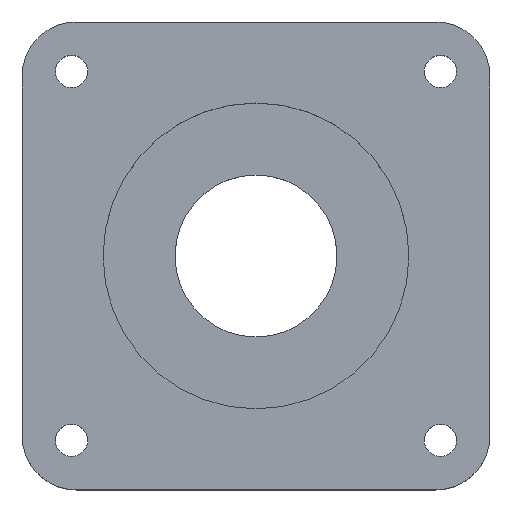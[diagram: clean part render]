
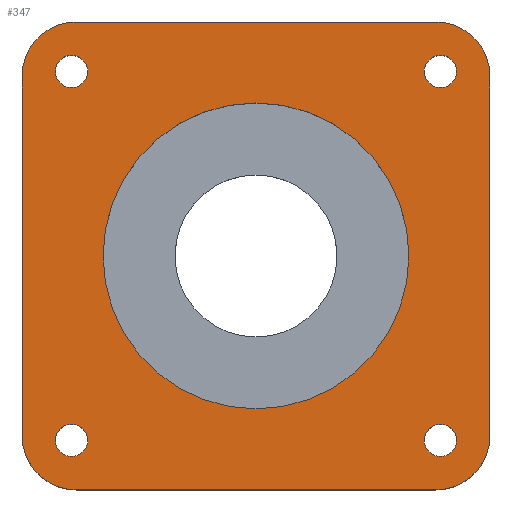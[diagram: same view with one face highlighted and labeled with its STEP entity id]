
A CAD part, top view. The second image highlights one B-rep face of the part: STEP entity #347.
In plain terms, the highlighted planar face has unit normal (0, 0, 1).
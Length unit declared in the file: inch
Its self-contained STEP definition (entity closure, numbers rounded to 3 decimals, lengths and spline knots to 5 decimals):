
#22=FACE_BOUND('',#80,.T.);
#23=FACE_BOUND('',#81,.T.);
#24=FACE_BOUND('',#82,.T.);
#25=FACE_BOUND('',#83,.T.);
#26=FACE_BOUND('',#84,.T.);
#34=PLANE('',#410);
#53=FACE_OUTER_BOUND('',#79,.T.);
#79=EDGE_LOOP('',(#305,#306,#307,#308,#309,#310,#311,#312));
#80=EDGE_LOOP('',(#313));
#81=EDGE_LOOP('',(#314));
#82=EDGE_LOOP('',(#315));
#83=EDGE_LOOP('',(#316));
#84=EDGE_LOOP('',(#317));
#91=LINE('',#549,#114);
#97=LINE('',#577,#120);
#100=LINE('',#585,#123);
#107=LINE('',#611,#130);
#114=VECTOR('',#445,0.3937);
#120=VECTOR('',#473,0.3937);
#123=VECTOR('',#482,0.3937);
#130=VECTOR('',#515,0.3937);
#136=CIRCLE('',#380,0.59055);
#145=CIRCLE('',#392,0.59055);
#146=CIRCLE('',#395,0.59055);
#147=CIRCLE('',#398,0.59055);
#148=CIRCLE('',#400,0.17717);
#149=CIRCLE('',#402,0.17717);
#150=CIRCLE('',#404,0.17717);
#151=CIRCLE('',#406,0.17717);
#152=CIRCLE('',#408,1.67323);
#158=VERTEX_POINT('',#536);
#159=VERTEX_POINT('',#537);
#163=VERTEX_POINT('',#547);
#173=VERTEX_POINT('',#571);
#174=VERTEX_POINT('',#575);
#175=VERTEX_POINT('',#579);
#176=VERTEX_POINT('',#583);
#177=VERTEX_POINT('',#587);
#178=VERTEX_POINT('',#591);
#179=VERTEX_POINT('',#595);
#180=VERTEX_POINT('',#599);
#181=VERTEX_POINT('',#603);
#182=VERTEX_POINT('',#607);
#190=EDGE_CURVE('',#158,#159,#136,.T.);
#196=EDGE_CURVE('',#158,#163,#91,.T.);
#207=EDGE_CURVE('',#173,#163,#145,.T.);
#210=EDGE_CURVE('',#173,#174,#97,.T.);
#211=EDGE_CURVE('',#175,#174,#146,.T.);
#214=EDGE_CURVE('',#175,#176,#100,.T.);
#215=EDGE_CURVE('',#177,#176,#147,.T.);
#217=EDGE_CURVE('',#178,#178,#148,.T.);
#219=EDGE_CURVE('',#179,#179,#149,.T.);
#221=EDGE_CURVE('',#180,#180,#150,.T.);
#223=EDGE_CURVE('',#181,#181,#151,.T.);
#225=EDGE_CURVE('',#182,#182,#152,.T.);
#227=EDGE_CURVE('',#177,#159,#107,.T.);
#305=ORIENTED_EDGE('',*,*,#190,.F.);
#306=ORIENTED_EDGE('',*,*,#196,.T.);
#307=ORIENTED_EDGE('',*,*,#207,.F.);
#308=ORIENTED_EDGE('',*,*,#210,.T.);
#309=ORIENTED_EDGE('',*,*,#211,.F.);
#310=ORIENTED_EDGE('',*,*,#214,.T.);
#311=ORIENTED_EDGE('',*,*,#215,.F.);
#312=ORIENTED_EDGE('',*,*,#227,.T.);
#313=ORIENTED_EDGE('',*,*,#217,.T.);
#314=ORIENTED_EDGE('',*,*,#219,.T.);
#315=ORIENTED_EDGE('',*,*,#221,.T.);
#316=ORIENTED_EDGE('',*,*,#223,.T.);
#317=ORIENTED_EDGE('',*,*,#225,.T.);
#347=ADVANCED_FACE('',(#53,#22,#23,#24,#25,#26),#34,.T.);
#380=AXIS2_PLACEMENT_3D('',#538,#435,#436);
#392=AXIS2_PLACEMENT_3D('',#572,#467,#468);
#395=AXIS2_PLACEMENT_3D('',#580,#476,#477);
#398=AXIS2_PLACEMENT_3D('',#588,#485,#486);
#400=AXIS2_PLACEMENT_3D('',#592,#490,#491);
#402=AXIS2_PLACEMENT_3D('',#596,#495,#496);
#404=AXIS2_PLACEMENT_3D('',#600,#500,#501);
#406=AXIS2_PLACEMENT_3D('',#604,#505,#506);
#408=AXIS2_PLACEMENT_3D('',#608,#510,#511);
#410=AXIS2_PLACEMENT_3D('',#612,#516,#517);
#435=DIRECTION('center_axis',(0.,0.,-1.));
#436=DIRECTION('ref_axis',(-0.707,-0.707,0.));
#445=DIRECTION('',(1.,0.,0.));
#467=DIRECTION('center_axis',(0.,0.,-1.));
#468=DIRECTION('ref_axis',(0.707,-0.707,0.));
#473=DIRECTION('',(0.,1.,0.));
#476=DIRECTION('center_axis',(0.,0.,-1.));
#477=DIRECTION('ref_axis',(0.707,0.707,0.));
#482=DIRECTION('',(-1.,0.,0.));
#485=DIRECTION('center_axis',(0.,0.,-1.));
#486=DIRECTION('ref_axis',(-0.707,0.707,0.));
#490=DIRECTION('center_axis',(0.,0.,-1.));
#491=DIRECTION('ref_axis',(1.,0.,0.));
#495=DIRECTION('center_axis',(0.,0.,-1.));
#496=DIRECTION('ref_axis',(1.,0.,0.));
#500=DIRECTION('center_axis',(0.,0.,-1.));
#501=DIRECTION('ref_axis',(1.,0.,0.));
#505=DIRECTION('center_axis',(0.,0.,-1.));
#506=DIRECTION('ref_axis',(1.,0.,0.));
#510=DIRECTION('center_axis',(0.,0.,-1.));
#511=DIRECTION('ref_axis',(-1.,0.,0.));
#515=DIRECTION('',(0.,-1.,0.));
#516=DIRECTION('center_axis',(0.,0.,1.));
#517=DIRECTION('ref_axis',(1.,0.,0.));
#536=CARTESIAN_POINT('',(0.59055,0.,1.45669));
#537=CARTESIAN_POINT('',(0.,0.59055,1.45669));
#538=CARTESIAN_POINT('Origin',(0.59055,0.59055,1.45669));
#547=CARTESIAN_POINT('',(4.52756,0.,1.45669));
#549=CARTESIAN_POINT('',(0.,0.,1.45669));
#571=CARTESIAN_POINT('',(5.11811,0.59055,1.45669));
#572=CARTESIAN_POINT('Origin',(4.52756,0.59055,1.45669));
#575=CARTESIAN_POINT('',(5.11811,4.52756,1.45669));
#577=CARTESIAN_POINT('',(5.11811,0.,1.45669));
#579=CARTESIAN_POINT('',(4.52756,5.11811,1.45669));
#580=CARTESIAN_POINT('Origin',(4.52756,4.52756,1.45669));
#583=CARTESIAN_POINT('',(0.59055,5.11811,1.45669));
#585=CARTESIAN_POINT('',(5.11811,5.11811,1.45669));
#587=CARTESIAN_POINT('',(0.,4.52756,1.45669));
#588=CARTESIAN_POINT('Origin',(0.59055,4.52756,1.45669));
#591=CARTESIAN_POINT('',(0.36358,0.54075,1.45669));
#592=CARTESIAN_POINT('Origin',(0.54075,0.54075,1.45669));
#595=CARTESIAN_POINT('',(4.4002,4.57736,1.45669));
#596=CARTESIAN_POINT('Origin',(4.57736,4.57736,1.45669));
#599=CARTESIAN_POINT('',(4.4002,0.54075,1.45669));
#600=CARTESIAN_POINT('Origin',(4.57736,0.54075,1.45669));
#603=CARTESIAN_POINT('',(0.36358,4.57736,1.45669));
#604=CARTESIAN_POINT('Origin',(0.54075,4.57736,1.45669));
#607=CARTESIAN_POINT('',(4.23228,2.55906,1.45669));
#608=CARTESIAN_POINT('Origin',(2.55906,2.55906,1.45669));
#611=CARTESIAN_POINT('',(0.,5.11811,1.45669));
#612=CARTESIAN_POINT('Origin',(2.55906,2.55906,1.45669));
